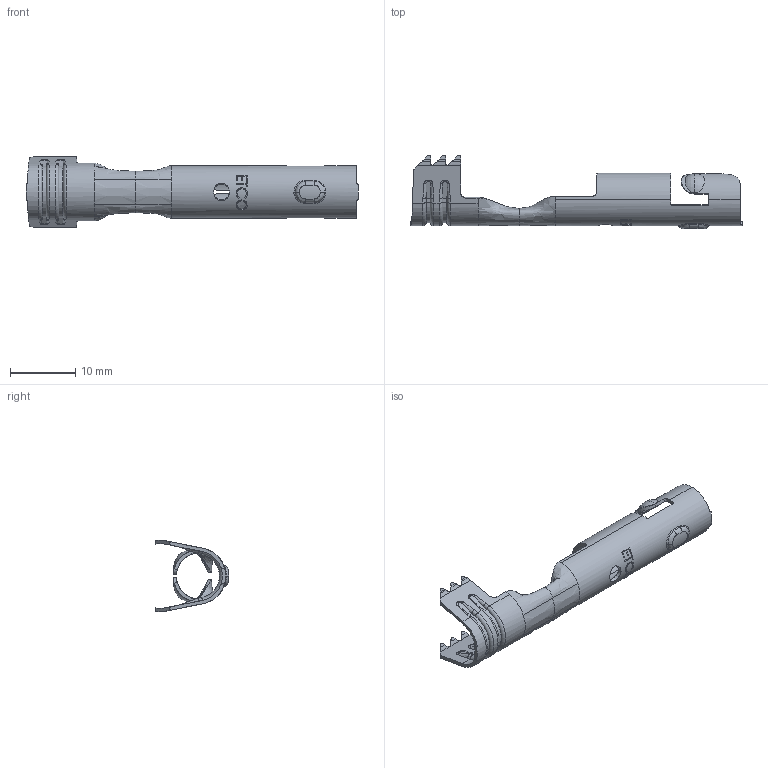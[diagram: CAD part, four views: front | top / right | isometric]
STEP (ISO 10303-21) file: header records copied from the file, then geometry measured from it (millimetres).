
FILE_DESCRIPTION (( 'STEP AP203' ), '1' );
FILE_NAME ('DT953.STEP', '2019-11-05T17:59:34', ( 'tempuser' ), ( 'Microsoft' ), 'SwSTEP 2.0', 'SolidWorks 2019', '' );
FILE_SCHEMA (( 'CONFIG_CONTROL_DESIGN' ));
Length unit declared in the file: inch
Products named in the file (1): DT953
Bounding box: 50.8 x 11.27 x 10.92 mm (x, y, z)
Volume: 451.1 mm3; surface area: 1907.6 mm2
Topology: 1 solids, 1 shells, 334 faces, 887 edges, 564 vertices
Faces by surface type: bspline 111, cylinder 111, plane 80, sphere 16, torus 12, cone 4
Entity records: 16374 total; most frequent: CARTESIAN_POINT 8878, ORIENTED_EDGE 1770, DIRECTION 1262, EDGE_CURVE 885, VERTEX_POINT 564, AXIS2_PLACEMENT_3D 479, EDGE_LOOP 347, ADVANCED_FACE 334
